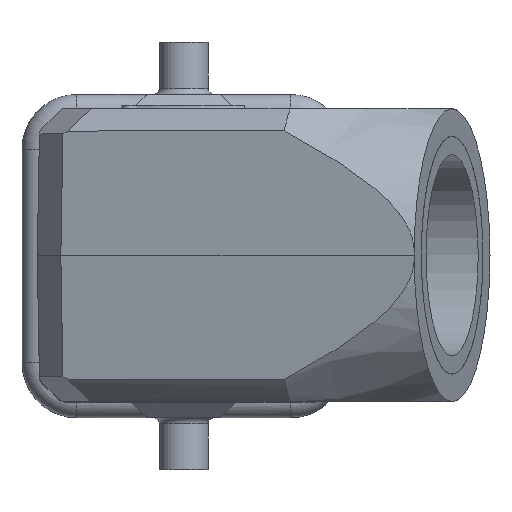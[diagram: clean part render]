
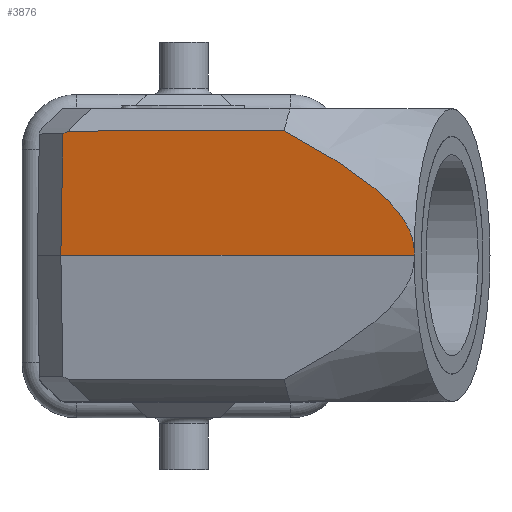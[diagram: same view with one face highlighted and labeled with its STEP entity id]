
A CAD part, top view. The second image highlights one B-rep face of the part: STEP entity #3876.
In plain terms, the highlighted planar face has unit normal (-0.259, 0.018, 0.966).
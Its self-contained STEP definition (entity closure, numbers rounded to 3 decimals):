
#140=CARTESIAN_POINT('',(18.896,0.419,52.434));
#141=VERTEX_POINT('',#140);
#190=CARTESIAN_POINT('',(8.238,10.178,49.402));
#191=VERTEX_POINT('',#190);
#199=CARTESIAN_POINT('',(-12.293,-18.777,44.424));
#200=CARTESIAN_POINT('',(35.517,0.209,56.891));
#201=CARTESIAN_POINT('',(-12.122,19.196,43.783));
#209=(BOUNDED_CURVE()B_SPLINE_CURVE(2,(#199,#200,#201),.UNSPECIFIED.,.F.,.U.)B_SPLINE_CURVE_WITH_KNOTS((3,3),(0.0,7.477),.UNSPECIFIED.)CURVE()GEOMETRIC_REPRESENTATION_ITEM()RATIONAL_B_SPLINE_CURVE((1.0,1.872,1.0))REPRESENTATION_ITEM(''));
#210=EDGE_CURVE('',#141,#191,#209,.T.);
#1435=CARTESIAN_POINT('',(18.894,0.,52.441));
#1436=VERTEX_POINT('',#1435);
#1437=CARTESIAN_POINT('',(18.894,0.,52.441));
#1438=DIRECTION('',(0.005,1.,-0.017));
#1439=VECTOR('',#1438,0.419);
#1440=LINE('',#1437,#1439);
#1441=EDGE_CURVE('',#1436,#141,#1440,.T.);
#3580=CARTESIAN_POINT('',(-10.068,0.,44.681));
#3581=VERTEX_POINT('',#3580);
#3611=CARTESIAN_POINT('',(-9.895,9.937,44.548));
#3612=VERTEX_POINT('',#3611);
#3613=CARTESIAN_POINT('',(-10.068,0.,44.681));
#3614=DIRECTION('',(0.017,1.,-0.013));
#3615=VECTOR('',#3614,9.94);
#3616=LINE('',#3613,#3615);
#3617=EDGE_CURVE('',#3581,#3612,#3616,.T.);
#3769=CARTESIAN_POINT('',(-9.467,10.178,44.658));
#3770=VERTEX_POINT('',#3769);
#3771=CARTESIAN_POINT('',(-9.467,10.178,44.658));
#3772=CARTESIAN_POINT('',(-9.539,10.138,44.639));
#3773=CARTESIAN_POINT('',(-9.61,10.099,44.621));
#3774=CARTESIAN_POINT('',(-9.737,10.027,44.588));
#3775=CARTESIAN_POINT('',(-9.779,10.003,44.577));
#3776=CARTESIAN_POINT('',(-9.895,9.937,44.548));
#3777=B_SPLINE_CURVE_WITH_KNOTS('',3,(#3771,#3772,#3773,#3774,#3775,#3776),.UNSPECIFIED.,.F.,.U.,(4,2,4),(-0.092,-0.041,0.),.UNSPECIFIED.);
#3778=EDGE_CURVE('',#3770,#3612,#3777,.T.);
#3819=CARTESIAN_POINT('',(8.238,10.178,49.402));
#3820=DIRECTION('',(-0.966,0.0,-0.259));
#3821=VECTOR('',#3820,18.33);
#3822=LINE('',#3819,#3821);
#3823=EDGE_CURVE('',#191,#3770,#3822,.T.);
#3858=CARTESIAN_POINT('',(19.988,0.,52.734));
#3859=DIRECTION('',(0.259,-0.017,-0.966));
#3860=DIRECTION('',(-0.966,0.,-0.259));
#3861=AXIS2_PLACEMENT_3D('',#3858,#3859,#3860);
#3862=PLANE('',#3861);
#3863=ORIENTED_EDGE('',*,*,#3778,.T.);
#3864=ORIENTED_EDGE('',*,*,#3617,.F.);
#3865=CARTESIAN_POINT('',(18.894,0.,52.441));
#3866=DIRECTION('',(-0.966,0.,-0.259));
#3867=VECTOR('',#3866,29.984);
#3868=LINE('',#3865,#3867);
#3869=EDGE_CURVE('',#1436,#3581,#3868,.T.);
#3870=ORIENTED_EDGE('',*,*,#3869,.F.);
#3871=ORIENTED_EDGE('',*,*,#1441,.T.);
#3872=ORIENTED_EDGE('',*,*,#210,.T.);
#3873=ORIENTED_EDGE('',*,*,#3823,.T.);
#3874=EDGE_LOOP('',(#3863,#3864,#3870,#3871,#3872,#3873));
#3875=FACE_OUTER_BOUND('',#3874,.T.);
#3876=ADVANCED_FACE('',(#3875),#3862,.F.);
